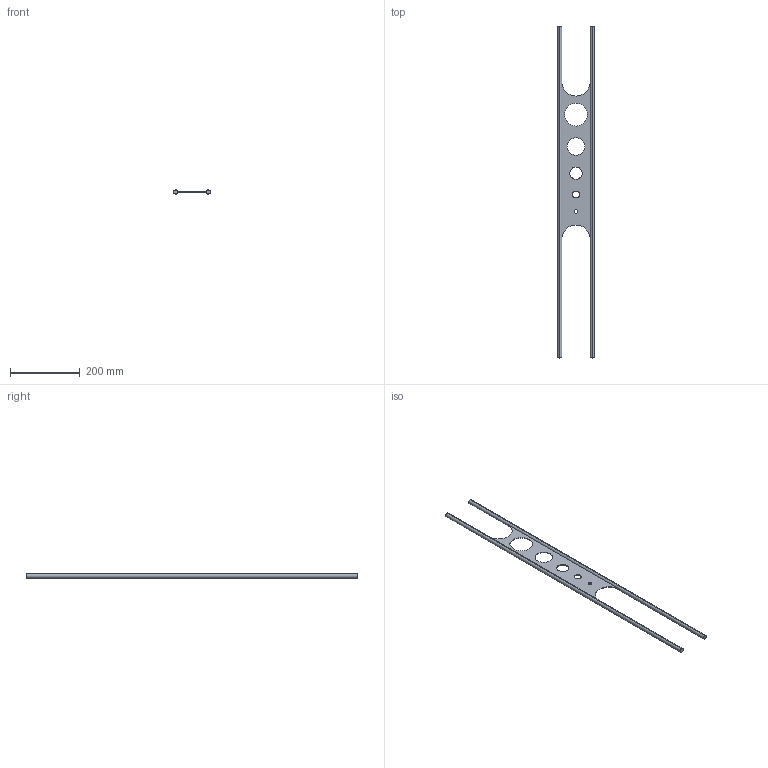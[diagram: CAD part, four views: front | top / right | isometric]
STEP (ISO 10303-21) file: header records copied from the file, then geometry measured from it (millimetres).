
FILE_DESCRIPTION (( 'STEP AP203' ), '1' );
FILE_NAME ('56117-240.step', '2015-09-17T15:36:54', ( '' ), ( '' ), 'SwSTEP 2.0', 'SolidWorks 2015', '' );
FILE_SCHEMA (( 'CONFIG_CONTROL_DESIGN' ));
Length unit declared in the file: millimetre
Products named in the file (1): 56117-240
Bounding box: 105 x 950 x 12 mm (x, y, z)
Volume: 264198.3 mm3; surface area: 124861.9 mm2
Topology: 3 solids, 3 shells, 243 faces, 634 edges, 420 vertices
Faces by surface type: plane 143, bspline 80, cylinder 20
Entity records: 11585 total; most frequent: CARTESIAN_POINT 6186, ORIENTED_EDGE 1236, DIRECTION 810, EDGE_CURVE 618, LINE 418, VECTOR 418, VERTEX_POINT 412, EDGE_LOOP 268
